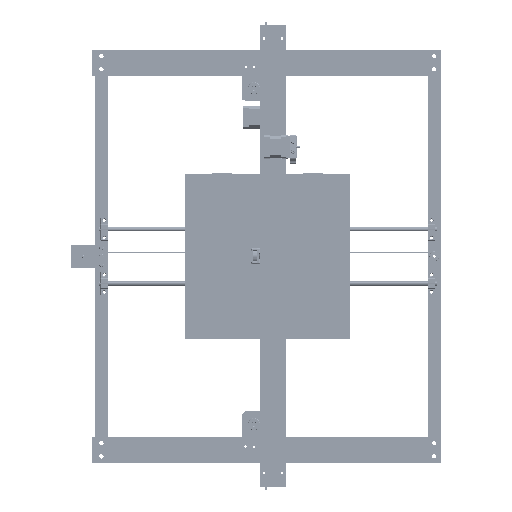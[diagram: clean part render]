
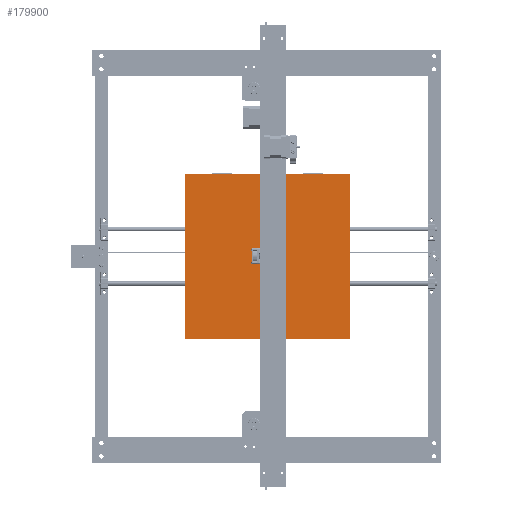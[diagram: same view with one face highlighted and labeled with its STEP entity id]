
A CAD part, top view. The second image highlights one B-rep face of the part: STEP entity #179900.
In plain terms, the highlighted planar face has unit normal (0, 0, 1).
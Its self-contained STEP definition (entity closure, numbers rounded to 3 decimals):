
#179791 = VERTEX_POINT('',#179792);
#179792 = CARTESIAN_POINT('',(-195.,-185.25,-211.75));
#179798 = EDGE_CURVE('',#179799,#179791,#179801,.T.);
#179799 = VERTEX_POINT('',#179800);
#179800 = CARTESIAN_POINT('',(-195.,118.75,-211.75));
#179801 = LINE('',#179802,#179803);
#179802 = CARTESIAN_POINT('',(-195.,118.75,-211.75));
#179803 = VECTOR('',#179804,1.);
#179804 = DIRECTION('',(0.,-1.,0.));
#179829 = VERTEX_POINT('',#179830);
#179830 = CARTESIAN_POINT('',(109.,-185.25,-211.75));
#179836 = EDGE_CURVE('',#179791,#179829,#179837,.T.);
#179837 = LINE('',#179838,#179839);
#179838 = CARTESIAN_POINT('',(-195.,-185.25,-211.75));
#179839 = VECTOR('',#179840,1.);
#179840 = DIRECTION('',(1.,0.,0.));
#179860 = VERTEX_POINT('',#179861);
#179861 = CARTESIAN_POINT('',(109.,118.75,-211.75));
#179867 = EDGE_CURVE('',#179829,#179860,#179868,.T.);
#179868 = LINE('',#179869,#179870);
#179869 = CARTESIAN_POINT('',(109.,-185.25,-211.75));
#179870 = VECTOR('',#179871,1.);
#179871 = DIRECTION('',(0.,1.,0.));
#179889 = EDGE_CURVE('',#179860,#179799,#179890,.T.);
#179890 = LINE('',#179891,#179892);
#179891 = CARTESIAN_POINT('',(109.,118.75,-211.75));
#179892 = VECTOR('',#179893,1.);
#179893 = DIRECTION('',(-1.,0.,0.));
#179900 = ADVANCED_FACE('',(#179901),#179907,.T.);
#179901 = FACE_BOUND('',#179902,.T.);
#179902 = EDGE_LOOP('',(#179903,#179904,#179905,#179906));
#179903 = ORIENTED_EDGE('',*,*,#179798,.T.);
#179904 = ORIENTED_EDGE('',*,*,#179836,.T.);
#179905 = ORIENTED_EDGE('',*,*,#179867,.T.);
#179906 = ORIENTED_EDGE('',*,*,#179889,.T.);
#179907 = PLANE('',#179908);
#179908 = AXIS2_PLACEMENT_3D('',#179909,#179910,#179911);
#179909 = CARTESIAN_POINT('',(-43.,-33.25,-211.75));
#179910 = DIRECTION('',(0.,0.,1.));
#179911 = DIRECTION('',(1.,0.,-0.));
